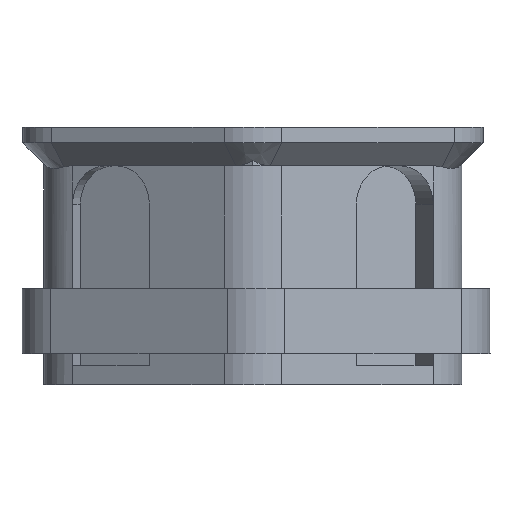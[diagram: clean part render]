
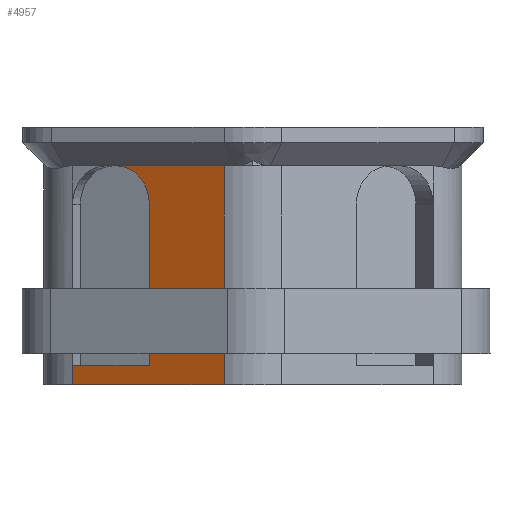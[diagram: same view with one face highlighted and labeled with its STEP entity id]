
A CAD part, front view. The second image highlights one B-rep face of the part: STEP entity #4957.
In plain terms, the highlighted planar face has unit normal (-0.5, -0.866, 0).
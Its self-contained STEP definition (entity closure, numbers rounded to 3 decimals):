
#403=PLANE('',#5254);
#662=FACE_OUTER_BOUND('',#943,.T.);
#943=EDGE_LOOP('',(#4562,#4563,#4564,#4565,#4566,#4567,#4568));
#1345=LINE('',#8557,#1840);
#1355=LINE('',#8589,#1850);
#1431=LINE('',#8901,#1926);
#1434=LINE('',#8909,#1929);
#1435=LINE('',#8911,#1930);
#1436=LINE('',#8914,#1931);
#1840=VECTOR('',#6072,10.);
#1850=VECTOR('',#6098,10.);
#1926=VECTOR('',#6258,10.);
#1929=VECTOR('',#6267,10.);
#1930=VECTOR('',#6268,10.);
#1931=VECTOR('',#6271,10.);
#2029=CIRCLE('',#5255,2.);
#2423=VERTEX_POINT('',#8554);
#2424=VERTEX_POINT('',#8556);
#2437=VERTEX_POINT('',#8586);
#2438=VERTEX_POINT('',#8588);
#2492=VERTEX_POINT('',#8908);
#2493=VERTEX_POINT('',#8910);
#2494=VERTEX_POINT('',#8912);
#3077=EDGE_CURVE('',#2423,#2424,#1345,.T.);
#3092=EDGE_CURVE('',#2437,#2438,#1355,.T.);
#3187=EDGE_CURVE('',#2424,#2437,#1431,.T.);
#3191=EDGE_CURVE('',#2492,#2423,#1434,.T.);
#3192=EDGE_CURVE('',#2492,#2493,#1435,.T.);
#3193=EDGE_CURVE('',#2494,#2493,#2029,.T.);
#3194=EDGE_CURVE('',#2438,#2494,#1436,.T.);
#4562=ORIENTED_EDGE('',*,*,#3187,.F.);
#4563=ORIENTED_EDGE('',*,*,#3077,.F.);
#4564=ORIENTED_EDGE('',*,*,#3191,.F.);
#4565=ORIENTED_EDGE('',*,*,#3192,.T.);
#4566=ORIENTED_EDGE('',*,*,#3193,.F.);
#4567=ORIENTED_EDGE('',*,*,#3194,.F.);
#4568=ORIENTED_EDGE('',*,*,#3092,.F.);
#4957=ADVANCED_FACE('',(#662),#403,.F.);
#5254=AXIS2_PLACEMENT_3D('',#8907,#6265,#6266);
#5255=AXIS2_PLACEMENT_3D('',#8913,#6269,#6270);
#6072=DIRECTION('',(-0.866,0.5,0.));
#6098=DIRECTION('',(0.866,-0.5,0.));
#6258=DIRECTION('',(0.,0.,1.));
#6265=DIRECTION('center_axis',(0.5,0.866,0.));
#6266=DIRECTION('ref_axis',(-0.866,0.5,0.));
#6267=DIRECTION('',(0.,0.,-1.));
#6268=DIRECTION('',(-0.866,0.5,0.));
#6269=DIRECTION('center_axis',(-0.5,-0.866,0.));
#6270=DIRECTION('ref_axis',(0.612,-0.354,0.707));
#6271=DIRECTION('',(0.,0.,1.));
#8554=CARTESIAN_POINT('',(-0.8,-10.834,-8.4));
#8556=CARTESIAN_POINT('',(-8.7,-6.273,-8.4));
#8557=CARTESIAN_POINT('',(-2.,-10.141,-8.4));
#8586=CARTESIAN_POINT('',(-8.7,-6.273,-7.4));
#8588=CARTESIAN_POINT('',(-4.7,-8.582,-7.4));
#8589=CARTESIAN_POINT('',(-2.,-10.141,-7.4));
#8901=CARTESIAN_POINT('',(-8.7,-6.273,-8.4));
#8907=CARTESIAN_POINT('Origin',(0.7,-11.7,-8.4));
#8908=CARTESIAN_POINT('',(-0.8,-10.834,3.));
#8909=CARTESIAN_POINT('',(-0.8,-10.834,-8.4));
#8910=CARTESIAN_POINT('',(-6.432,-7.582,3.));
#8911=CARTESIAN_POINT('',(0.7,-11.7,3.));
#8912=CARTESIAN_POINT('',(-4.7,-8.582,1.));
#8913=CARTESIAN_POINT('Origin',(-6.432,-7.582,1.));
#8914=CARTESIAN_POINT('',(-4.7,-8.582,-2.7));
